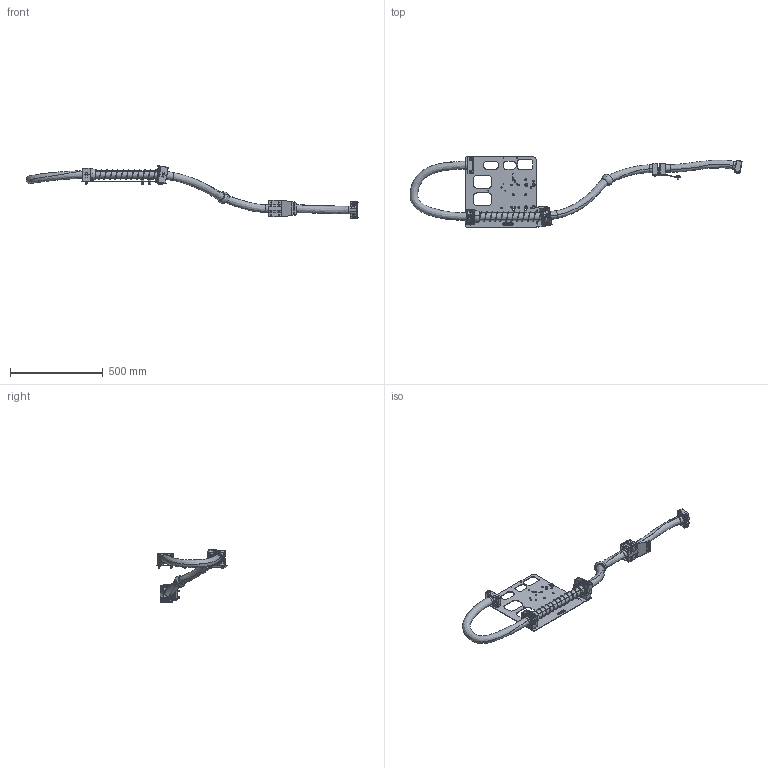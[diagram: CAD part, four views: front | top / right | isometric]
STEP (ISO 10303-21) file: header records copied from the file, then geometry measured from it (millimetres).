
FILE_DESCRIPTION (( 'STEP AP203' ), '1' );
FILE_NAME ('P2204-1.STEP', '2021-05-03T06:38:24', ( '' ), ( '' ), 'SwSTEP 2.0', 'SolidWorks 2019', '' );
FILE_SCHEMA (( 'CONFIG_CONTROL_DESIGN' ));
Products named in the file (1): P2204-1
Bounding box: 1789.08 x 380 x 282.93 mm (x, y, z)
Volume: 1768660.7 mm3; surface area: 1195989.5 mm2
Topology: 56 solids, 58 shells, 3531 faces, 8936 edges, 5540 vertices
Faces by surface type: plane 1278, cylinder 1157, bspline 504, torus 334, cone 134, sphere 124
Entity records: 134088 total; most frequent: CARTESIAN_POINT 51197, ORIENTED_EDGE 17572, DIRECTION 16980, EDGE_CURVE 8786, AXIS2_PLACEMENT_3D 6394, VERTEX_POINT 5534, VECTOR 4192, LINE 4192
